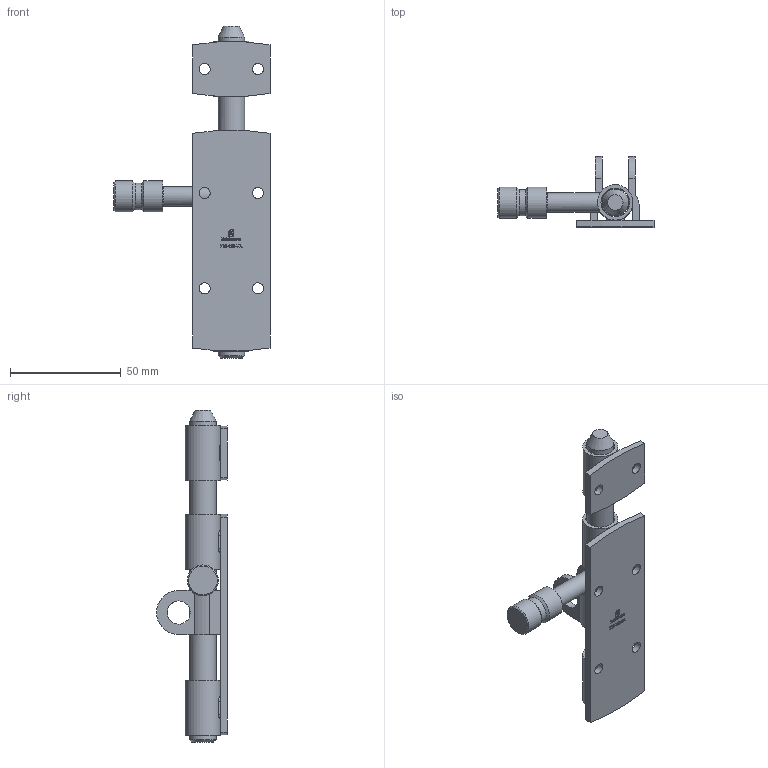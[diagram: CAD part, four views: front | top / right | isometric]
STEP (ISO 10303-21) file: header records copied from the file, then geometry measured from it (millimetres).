
FILE_DESCRIPTION (( 'STEP AP203' ), '1' );
FILE_NAME ('710-120-VA.step', '2022-03-31T12:43:52', ( '' ), ( '' ), 'SwSTEP 2.0', 'SolidWorks 2018', '' );
FILE_SCHEMA (( 'CONFIG_CONTROL_DESIGN' ));
Length unit declared in the file: millimetre
Products named in the file (4): 710-XX0 Teil1_710-120-VA Teil1; 710-120-VA; 710-XX0 Teil2_710-120-VA Teil2; 710-XX0 Teil3_710-120-VA Teil3
Assembly tree (3 placements, depth 2):
  710-120-VA
    710-XX0 Teil1_710-120-VA Teil1
    710-XX0 Teil2_710-120-VA Teil2
    710-XX0 Teil3_710-120-VA Teil3
Bounding box: 70.5 x 32 x 150 mm (x, y, z)
Volume: 42004.8 mm3; surface area: 26638.1 mm2
Topology: 3 solids, 3 shells, 336 faces, 893 edges, 595 vertices
Faces by surface type: plane 189, bspline 98, cylinder 43, cone 5, torus 1
Full cylindrical faces by diameter (mm): 5 x6, 8.8 x1, 10.5 x2, 12 x2, 13 x3, 14 x2, 16 x3
Entity records: 15602 total; most frequent: CARTESIAN_POINT 7565, ORIENTED_EDGE 1712, DIRECTION 1230, EDGE_CURVE 856, VERTEX_POINT 584, VECTOR 560, LINE 560, EDGE_LOOP 416
